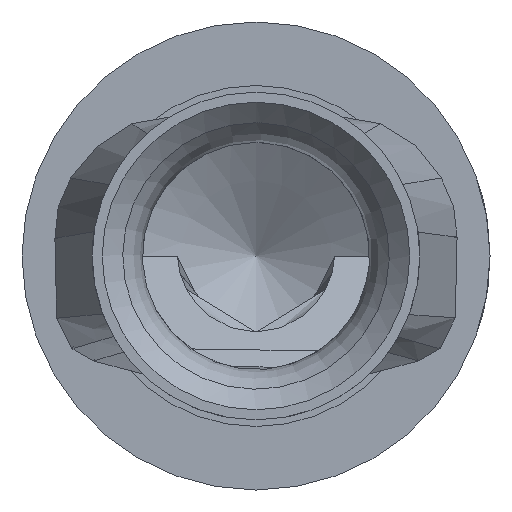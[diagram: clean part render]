
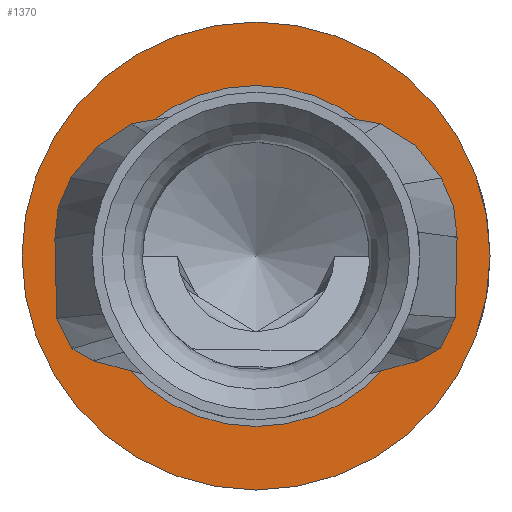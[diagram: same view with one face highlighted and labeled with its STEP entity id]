
A CAD part, left-side view. The second image highlights one B-rep face of the part: STEP entity #1370.
In plain terms, the highlighted planar face has unit normal (-1, 0, 0).
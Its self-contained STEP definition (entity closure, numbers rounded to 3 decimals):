
#75=PLANE('',#1505);
#92=FACE_BOUND('',#322,.T.);
#232=FACE_OUTER_BOUND('',#321,.T.);
#321=EDGE_LOOP('',(#1112));
#322=EDGE_LOOP('',(#1113));
#546=CIRCLE('',#1504,1.275);
#547=CIRCLE('',#1506,1.75);
#649=VERTEX_POINT('',#2746);
#650=VERTEX_POINT('',#2750);
#817=EDGE_CURVE('',#649,#649,#546,.T.);
#818=EDGE_CURVE('',#650,#650,#547,.T.);
#1112=ORIENTED_EDGE('',*,*,#818,.F.);
#1113=ORIENTED_EDGE('',*,*,#817,.F.);
#1370=ADVANCED_FACE('',(#232,#92),#75,.F.);
#1504=AXIS2_PLACEMENT_3D('',#2748,#1688,#1689);
#1505=AXIS2_PLACEMENT_3D('',#2749,#1690,#1691);
#1506=AXIS2_PLACEMENT_3D('',#2751,#1692,#1693);
#1688=DIRECTION('center_axis',(-1.,0.,0.));
#1689=DIRECTION('ref_axis',(0.,0.,-1.));
#1690=DIRECTION('center_axis',(1.,0.,0.));
#1691=DIRECTION('ref_axis',(0.,0.,-1.));
#1692=DIRECTION('center_axis',(1.,0.,0.));
#1693=DIRECTION('ref_axis',(0.,0.,-1.));
#2746=CARTESIAN_POINT('',(0.45,0.,1.275));
#2748=CARTESIAN_POINT('Origin',(0.45,0.,0.));
#2749=CARTESIAN_POINT('Origin',(0.45,0.,0.));
#2750=CARTESIAN_POINT('',(0.45,0.,1.75));
#2751=CARTESIAN_POINT('Origin',(0.45,0.,0.));
